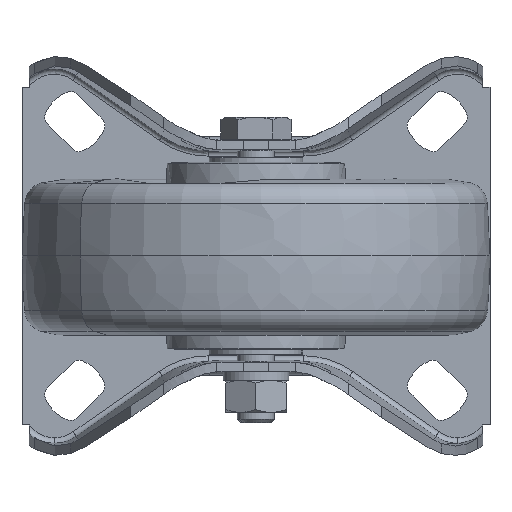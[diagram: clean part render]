
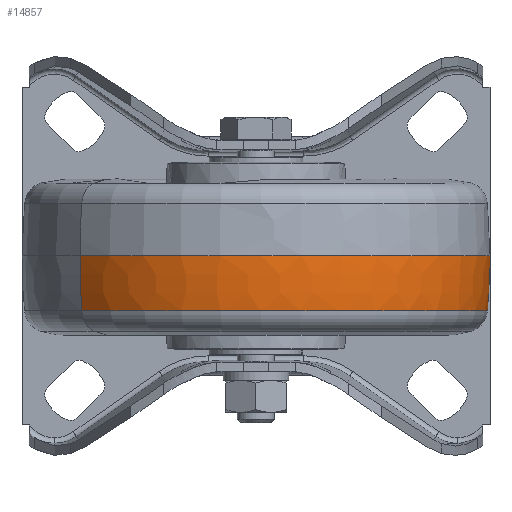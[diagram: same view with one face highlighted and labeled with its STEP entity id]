
A CAD part, front view. The second image highlights one B-rep face of the part: STEP entity #14857.
In plain terms, the highlighted toroidal (fillet/blend) face has major radius 74.999 mm and minor radius 125 mm.
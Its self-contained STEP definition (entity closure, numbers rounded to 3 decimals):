
#300 = DIRECTION ( 'NONE',  ( -0.753, -0.659, 0. ) ) ;
#888 = CIRCLE ( 'NONE', #1610, 49.492 ) ;
#1457 = ORIENTED_EDGE ( 'NONE', *, *, #21445, .F. ) ;
#1610 = AXIS2_PLACEMENT_3D ( 'NONE', #6460, #6785, #20147 ) ;
#2696 = EDGE_LOOP ( 'NONE', ( #5794, #11788, #10315, #1457 ) ) ;
#3191 = EDGE_CURVE ( 'NONE', #18989, #10097, #20996, .T. ) ;
#3259 = CARTESIAN_POINT ( 'NONE',  ( -56.441, -127.389, -0.499 ) ) ;
#4956 = AXIS2_PLACEMENT_3D ( 'NONE', #6974, #13248, #13137 ) ;
#5794 = ORIENTED_EDGE ( 'NONE', *, *, #3191, .F. ) ;
#6315 = CARTESIAN_POINT ( 'NONE',  ( 0., -78., 0. ) ) ;
#6460 = CARTESIAN_POINT ( 'NONE',  ( 0., -78., -11.765 ) ) ;
#6701 = EDGE_CURVE ( 'NONE', #18989, #21766, #21019, .T. ) ;
#6785 = DIRECTION ( 'NONE',  ( 0., 0., -1. ) ) ;
#6925 = FACE_OUTER_BOUND ( 'NONE', #2696, .T. ) ;
#6974 = CARTESIAN_POINT ( 'NONE',  ( 56.441, -28.611, -0.499 ) ) ;
#8390 = DIRECTION ( 'NONE',  ( -0.659, 0.753, 0. ) ) ;
#9111 = AXIS2_PLACEMENT_3D ( 'NONE', #6315, #18415, #11426 ) ;
#9264 = TOROIDAL_SURFACE ( 'NONE', #14003, -74.999, 125. ) ;
#10097 = VERTEX_POINT ( 'NONE', #16202 ) ;
#10315 = ORIENTED_EDGE ( 'NONE', *, *, #22309, .T. ) ;
#10560 = CARTESIAN_POINT ( 'NONE',  ( 0., -78., -0.499 ) ) ;
#11426 = DIRECTION ( 'NONE',  ( -0.753, -0.659, 0. ) ) ;
#11747 = CARTESIAN_POINT ( 'NONE',  ( -37.628, -110.926, 0. ) ) ;
#11788 = ORIENTED_EDGE ( 'NONE', *, *, #6701, .T. ) ;
#13137 = DIRECTION ( 'NONE',  ( 0.753, 0.659, 0. ) ) ;
#13248 = DIRECTION ( 'NONE',  ( 0.659, -0.753, 0. ) ) ;
#14003 = AXIS2_PLACEMENT_3D ( 'NONE', #10560, #14303, #300 ) ;
#14303 = DIRECTION ( 'NONE',  ( 0., 0., -1. ) ) ;
#14857 = ADVANCED_FACE ( 'NONE', ( #6925 ), #9264, .T. ) ;
#15935 = CARTESIAN_POINT ( 'NONE',  ( -37.246, -110.592, -11.765 ) ) ;
#16202 = CARTESIAN_POINT ( 'NONE',  ( 37.246, -45.408, -11.765 ) ) ;
#17980 = CIRCLE ( 'NONE', #4956, 125. ) ;
#18415 = DIRECTION ( 'NONE',  ( 0., 0., -1. ) ) ;
#18989 = VERTEX_POINT ( 'NONE', #19414 ) ;
#19209 = AXIS2_PLACEMENT_3D ( 'NONE', #3259, #8390, #20487 ) ;
#19414 = CARTESIAN_POINT ( 'NONE',  ( 37.628, -45.074, 0. ) ) ;
#19984 = VERTEX_POINT ( 'NONE', #15935 ) ;
#20147 = DIRECTION ( 'NONE',  ( -0.753, -0.659, 0. ) ) ;
#20487 = DIRECTION ( 'NONE',  ( -0.753, -0.659, 0. ) ) ;
#20996 = CIRCLE ( 'NONE', #19209, 125. ) ;
#21019 = CIRCLE ( 'NONE', #9111, 50. ) ;
#21445 = EDGE_CURVE ( 'NONE', #10097, #19984, #888, .T. ) ;
#21766 = VERTEX_POINT ( 'NONE', #11747 ) ;
#22309 = EDGE_CURVE ( 'NONE', #21766, #19984, #17980, .T. ) ;
